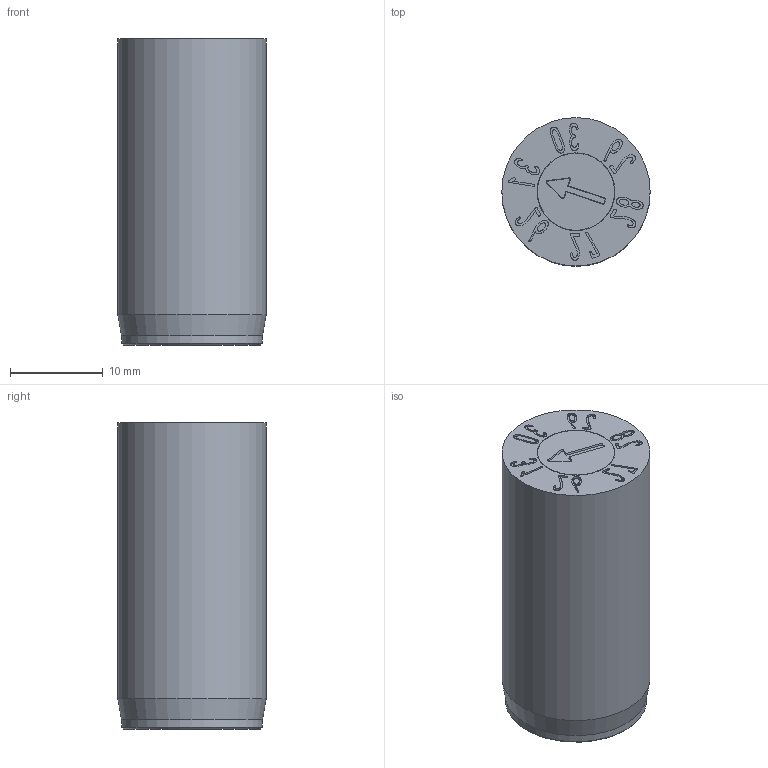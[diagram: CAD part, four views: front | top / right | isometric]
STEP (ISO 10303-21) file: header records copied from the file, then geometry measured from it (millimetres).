
FILE_DESCRIPTION(/* description */ (''),/* implementation_level */ '2;1');
FILE_NAME(/* name */ 'Dati-2300_C$16$Jahr+5.stp',/* time_stamp */ '2025-08-25T11:39:12+02:00',/* author */ ('olafg'),/* organization */ (''),/* preprocessor_version */ 'ST-DEVELOPER v20',/* originating_system */ 'Autodesk Inventor 2024',/* authorisation */ '');
FILE_SCHEMA (('AUTOMOTIVE_DESIGN { 1 0 10303 214 3 1 1 }'));
Length unit declared in the file: millimetre
Products named in the file (3): Zusammenbau 1016; 1016-01-00 Hülse; 2016-05-00 Stelleinsatz
Assembly tree (2 placements, depth 2):
  Zusammenbau 1016
    1016-01-00 Hülse
    2016-05-00 Stelleinsatz
Bounding box: 16 x 16 x 33 mm (x, y, z)
Volume: 5431.6 mm3; surface area: 3133.9 mm2
Topology: 2 solids, 2 shells, 261 faces, 709 edges, 471 vertices
Faces by surface type: bspline 164, plane 76, cone 13, cylinder 7, torus 1
Full cylindrical faces by diameter (mm): 3.5 x3, 8 x1, 8.4 x1, 15.2 x1, 16 x1
Entity records: 9232 total; most frequent: CARTESIAN_POINT 3634, ORIENTED_EDGE 1418, EDGE_CURVE 709, DIRECTION 623, VERTEX_POINT 471, LINE 343, VECTOR 343, B_SPLINE_CURVE_WITH_KNOTS 328
